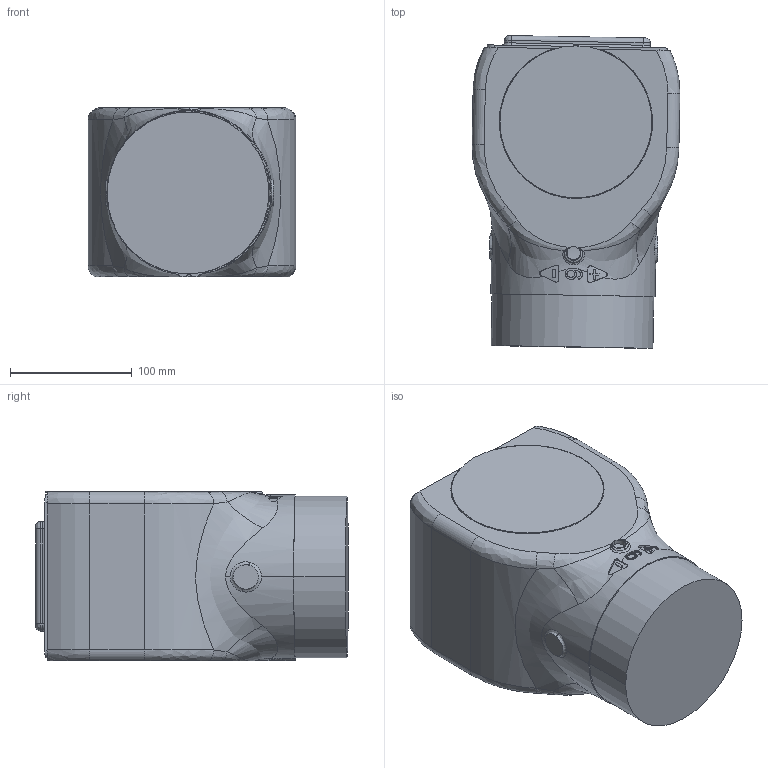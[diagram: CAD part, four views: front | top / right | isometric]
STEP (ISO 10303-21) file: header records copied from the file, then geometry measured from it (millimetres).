
FILE_DESCRIPTION (( 'STEP AP214' ), '1' );
FILE_NAME ('5.STEP', '2022-04-14T10:49:15', ( '' ), ( '' ), 'SwSTEP 2.0', 'SolidWorks 2020', '' );
FILE_SCHEMA (( 'AUTOMOTIVE_DESIGN' ));
Length unit declared in the file: millimetre
Products named in the file (1): 5
Bounding box: 170.76 x 257.1 x 139.5 mm (x, y, z)
Volume: 2825407.2 mm3; surface area: 265343.5 mm2
Topology: 1 solids, 8 shells, 379 faces, 955 edges, 579 vertices
Faces by surface type: cylinder 146, bspline 115, plane 92, cone 26
Entity records: 25297 total; most frequent: CARTESIAN_POINT 12899, ORIENTED_EDGE 1844, DIRECTION 1528, EDGE_CURVE 922, AXIS2_PLACEMENT_3D 588, VERTEX_POINT 579, EDGE_LOOP 399, UNCERTAINTY_MEASURE_WITH_UNIT 382
